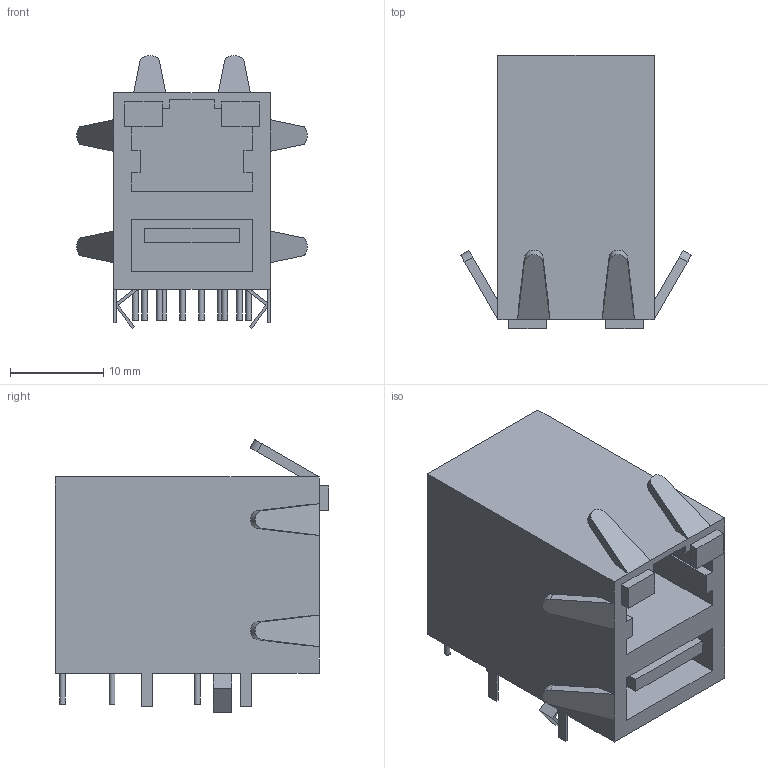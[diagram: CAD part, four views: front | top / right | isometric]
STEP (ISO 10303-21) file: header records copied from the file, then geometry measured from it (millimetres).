
FILE_DESCRIPTION( ( '' ), ' ' );
FILE_NAME( '5bb40d5c75c3971334728bf1.step', '2018-10-03T00:29:17', ( '' ), ( '' ), ' ', ' ', ' ' );
FILE_SCHEMA( ( 'AUTOMOTIVE_DESIGN { 1 0 10303 214 1 1 1 1 }' ) );
Length unit declared in the file: metre
Products named in the file (3): Part 3; Part 2; Part 1
Bounding box: 24.76 x 29.35 x 29.27 mm (x, y, z)
Volume: 7804.1 mm3; surface area: 5026.3 mm2
Topology: 3 solids, 3 shells, 137 faces, 324 edges, 212 vertices
Faces by surface type: plane 117, cylinder 20
Full cylindrical faces by diameter (mm): 0.6 x14
Entity records: 4944 total; most frequent: CARTESIAN_POINT 662, DIRECTION 630, ORIENTED_EDGE 620, EDGE_CURVE 310, LINE 270, VECTOR 270, VERTEX_POINT 212, AXIS2_PLACEMENT_3D 180
